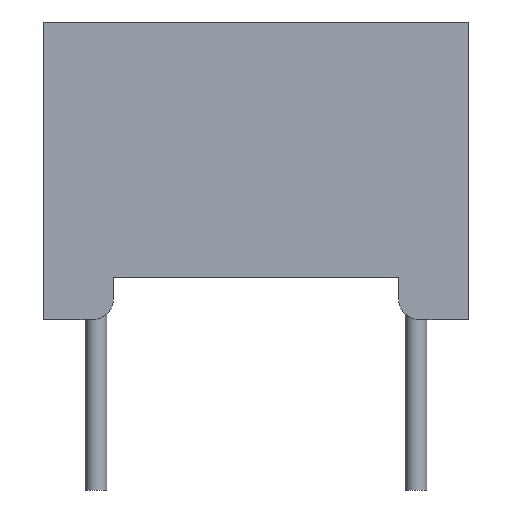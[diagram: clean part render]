
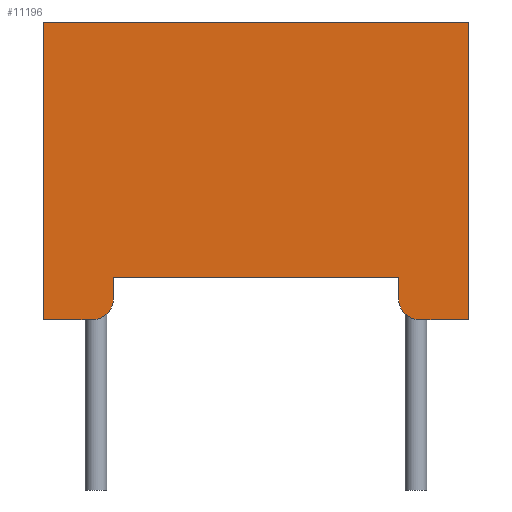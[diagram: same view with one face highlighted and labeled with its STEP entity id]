
A CAD part, front view. The second image highlights one B-rep face of the part: STEP entity #11196.
In plain terms, the highlighted planar face has unit normal (0, -1, 0).
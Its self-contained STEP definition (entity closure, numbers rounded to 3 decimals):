
#163=CIRCLE('',#11679,0.5);
#167=CIRCLE('',#11689,0.5);
#1044=ORIENTED_EDGE('',*,*,#3232,.T.);
#1045=ORIENTED_EDGE('',*,*,#3256,.T.);
#1046=ORIENTED_EDGE('',*,*,#3289,.F.);
#1047=ORIENTED_EDGE('',*,*,#3194,.F.);
#1048=ORIENTED_EDGE('',*,*,#3064,.T.);
#1049=ORIENTED_EDGE('',*,*,#3259,.T.);
#1050=ORIENTED_EDGE('',*,*,#3251,.T.);
#1051=ORIENTED_EDGE('',*,*,#3246,.T.);
#1052=ORIENTED_EDGE('',*,*,#3265,.T.);
#1053=ORIENTED_EDGE('',*,*,#3238,.T.);
#3064=EDGE_CURVE('',#4208,#4207,#4900,.T.);
#3194=EDGE_CURVE('',#4208,#4337,#4941,.T.);
#3232=EDGE_CURVE('',#4370,#4372,#163,.T.);
#3238=EDGE_CURVE('',#4376,#4370,#4981,.T.);
#3246=EDGE_CURVE('',#4382,#4384,#4989,.T.);
#3251=EDGE_CURVE('',#4386,#4382,#167,.T.);
#3256=EDGE_CURVE('',#4372,#4390,#4995,.T.);
#3259=EDGE_CURVE('',#4207,#4386,#4998,.T.);
#3265=EDGE_CURVE('',#4384,#4376,#5004,.T.);
#3289=EDGE_CURVE('',#4337,#4390,#5022,.T.);
#4207=VERTEX_POINT('',#14583);
#4208=VERTEX_POINT('',#14585);
#4337=VERTEX_POINT('',#15520);
#4370=VERTEX_POINT('',#15592);
#4372=VERTEX_POINT('',#15596);
#4376=VERTEX_POINT('',#15607);
#4382=VERTEX_POINT('',#15622);
#4384=VERTEX_POINT('',#15626);
#4386=VERTEX_POINT('',#15634);
#4390=VERTEX_POINT('',#15645);
#4900=LINE('',#14584,#5533);
#4941=LINE('',#15519,#5574);
#4981=LINE('',#15609,#5614);
#4989=LINE('',#15627,#5622);
#4995=LINE('',#15646,#5628);
#4998=LINE('',#15652,#5631);
#5004=LINE('',#15662,#5637);
#5022=LINE('',#15707,#5655);
#5533=VECTOR('',#12174,1000.);
#5574=VECTOR('',#12219,1000.);
#5614=VECTOR('',#12279,1000.);
#5622=VECTOR('',#12291,1000.);
#5628=VECTOR('',#12311,1000.);
#5631=VECTOR('',#12316,1000.);
#5637=VECTOR('',#12326,1000.);
#5655=VECTOR('',#12378,1000.);
#6221=EDGE_LOOP('',(#1044,#1045,#1046,#1047,#1048,#1049,#1050,#1051,#1052,
#1053));
#6850=FACE_BOUND('',#6221,.T.);
#7427=PLANE('',#11711);
#11196=ADVANCED_FACE('',(#6850),#7427,.F.);
#11679=AXIS2_PLACEMENT_3D('',#15597,#12268,#12269);
#11689=AXIS2_PLACEMENT_3D('',#15636,#12303,#12304);
#11711=AXIS2_PLACEMENT_3D('',#15708,#12379,#12380);
#12174=DIRECTION('',(0.,0.,-1.));
#12219=DIRECTION('',(1.,0.,0.));
#12268=DIRECTION('',(0.,-1.,0.));
#12269=DIRECTION('',(1.,0.,0.));
#12279=DIRECTION('',(0.,0.,-1.));
#12291=DIRECTION('',(0.,0.,1.));
#12303=DIRECTION('',(0.,-1.,0.));
#12304=DIRECTION('',(-1.,0.,0.));
#12311=DIRECTION('',(1.,0.,0.));
#12316=DIRECTION('',(1.,0.,0.));
#12326=DIRECTION('',(1.,0.,0.));
#12378=DIRECTION('',(0.,0.,-1.));
#12379=DIRECTION('',(0.,1.,0.));
#12380=DIRECTION('',(-1.,0.,0.));
#14583=CARTESIAN_POINT('',(-5.,-6.5,4.));
#14584=CARTESIAN_POINT('',(-5.,-6.5,11.));
#14585=CARTESIAN_POINT('',(-5.,-6.5,11.));
#15519=CARTESIAN_POINT('',(-5.,-6.5,11.));
#15520=CARTESIAN_POINT('',(5.,-6.5,11.));
#15592=CARTESIAN_POINT('',(3.35,-6.5,4.5));
#15596=CARTESIAN_POINT('',(3.85,-6.5,4.));
#15597=CARTESIAN_POINT('',(3.85,-6.5,4.5));
#15607=CARTESIAN_POINT('',(3.35,-6.5,5.));
#15609=CARTESIAN_POINT('',(3.35,-6.5,4.5));
#15622=CARTESIAN_POINT('',(-3.35,-6.5,4.5));
#15626=CARTESIAN_POINT('',(-3.35,-6.5,5.));
#15627=CARTESIAN_POINT('',(-3.35,-6.5,4.5));
#15634=CARTESIAN_POINT('',(-3.85,-6.5,4.));
#15636=CARTESIAN_POINT('',(-3.85,-6.5,4.5));
#15645=CARTESIAN_POINT('',(5.,-6.5,4.));
#15646=CARTESIAN_POINT('',(-5.,-6.5,4.));
#15652=CARTESIAN_POINT('',(-5.,-6.5,4.));
#15662=CARTESIAN_POINT('',(-3.35,-6.5,5.));
#15707=CARTESIAN_POINT('',(5.,-6.5,11.));
#15708=CARTESIAN_POINT('',(-5.,-6.5,11.));
